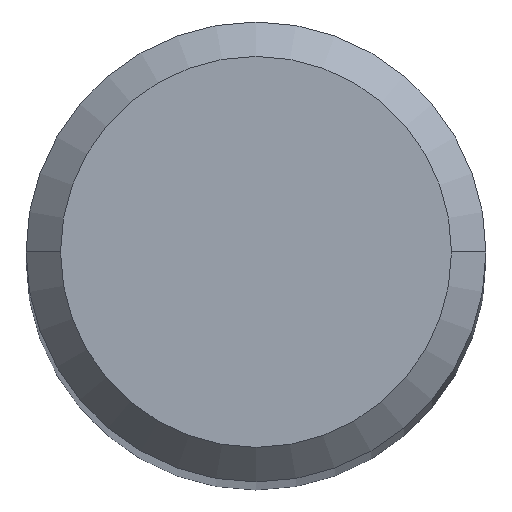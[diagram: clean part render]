
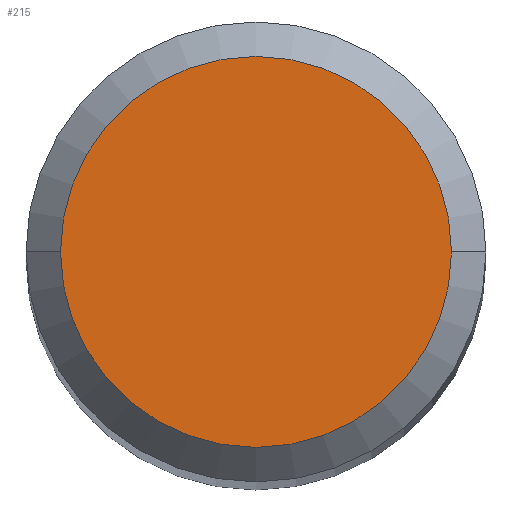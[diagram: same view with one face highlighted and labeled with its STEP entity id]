
A CAD part, top view. The second image highlights one B-rep face of the part: STEP entity #215.
In plain terms, the highlighted planar face has unit normal (0, 0, 1).
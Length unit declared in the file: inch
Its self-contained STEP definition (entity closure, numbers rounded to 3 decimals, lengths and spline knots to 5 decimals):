
#51 = ORIENTED_EDGE ( 'NONE', *, *, #407, .T. ) ;
#77 = DIRECTION ( 'NONE',  ( 0., 0., -1. ) ) ;
#80 = DIRECTION ( 'NONE',  ( 1., 0., 0. ) ) ;
#101 = EDGE_LOOP ( 'NONE', ( #51, #335 ) ) ;
#124 = CARTESIAN_POINT ( 'NONE',  ( 0., 0., 0. ) ) ;
#148 = AXIS2_PLACEMENT_3D ( 'NONE', #260, #235, #80 ) ;
#151 = CARTESIAN_POINT ( 'NONE',  ( 0.10039, 0., 0. ) ) ;
#156 = VERTEX_POINT ( 'NONE', #151 ) ;
#157 = DIRECTION ( 'NONE',  ( -1., 0., 0. ) ) ;
#203 = CIRCLE ( 'NONE', #421, 0.10039 ) ;
#206 = EDGE_CURVE ( 'NONE', #156, #390, #289, .T. ) ;
#215 = ADVANCED_FACE ( 'NONE', ( #265 ), #406, .F. ) ;
#228 = CARTESIAN_POINT ( 'NONE',  ( 0., 0., 0. ) ) ;
#235 = DIRECTION ( 'NONE',  ( 0., 0., 1. ) ) ;
#260 = CARTESIAN_POINT ( 'NONE',  ( 0., 0., 0. ) ) ;
#265 = FACE_OUTER_BOUND ( 'NONE', #101, .T. ) ;
#289 = CIRCLE ( 'NONE', #148, 0.10039 ) ;
#311 = CARTESIAN_POINT ( 'NONE',  ( -0.10039, 0., 0. ) ) ;
#335 = ORIENTED_EDGE ( 'NONE', *, *, #206, .T. ) ;
#384 = DIRECTION ( 'NONE',  ( 0., 0., 1. ) ) ;
#390 = VERTEX_POINT ( 'NONE', #311 ) ;
#406 = PLANE ( 'NONE',  #409 ) ;
#407 = EDGE_CURVE ( 'NONE', #390, #156, #203, .T. ) ;
#409 = AXIS2_PLACEMENT_3D ( 'NONE', #228, #77, #157 ) ;
#415 = DIRECTION ( 'NONE',  ( 1., 0., 0. ) ) ;
#421 = AXIS2_PLACEMENT_3D ( 'NONE', #124, #384, #415 ) ;
